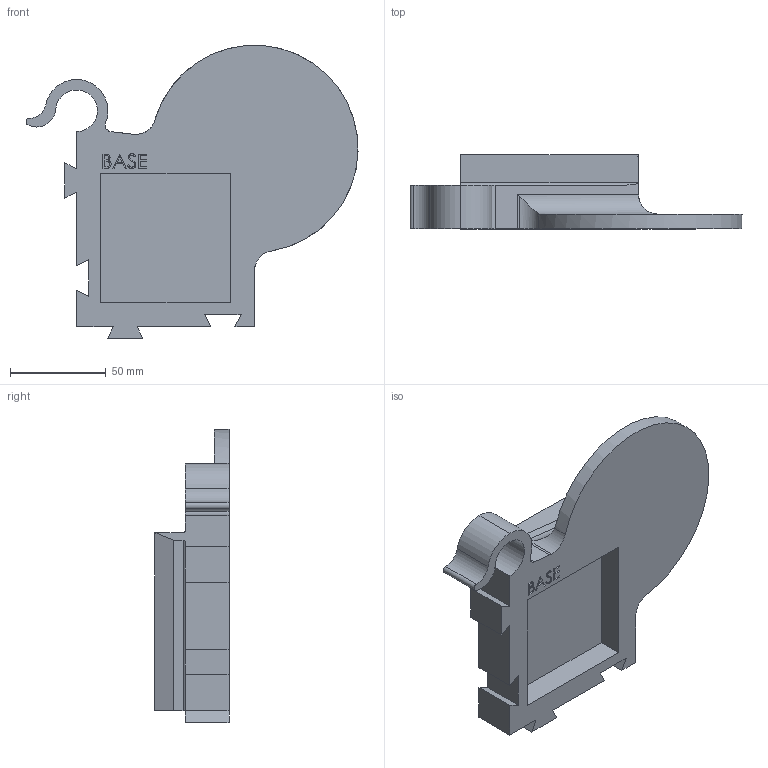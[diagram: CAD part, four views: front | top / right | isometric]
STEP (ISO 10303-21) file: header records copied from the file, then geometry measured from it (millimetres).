
FILE_DESCRIPTION (( 'STEP AP203' ), '1' );
FILE_NAME ('TrayPlantHolderBase.STEP', '2025-02-17T13:26:33', ( '' ), ( '' ), 'SwSTEP 2.0', 'SolidWorks 2024', '' );
FILE_SCHEMA (( 'CONFIG_CONTROL_DESIGN' ));
Length unit declared in the file: inch
Products named in the file (1): TrayPlantHolderBase
Bounding box: 172.99 x 38.58 x 152.68 mm (x, y, z)
Volume: 218581.6 mm3; surface area: 56781.4 mm2
Topology: 1 solids, 1 shells, 116 faces, 313 edges, 207 vertices
Faces by surface type: plane 75, bspline 24, cylinder 17
Entity records: 4798 total; most frequent: CARTESIAN_POINT 1965, ORIENTED_EDGE 626, DIRECTION 467, EDGE_CURVE 313, LINE 233, VECTOR 233, VERTEX_POINT 207, EDGE_LOOP 124
